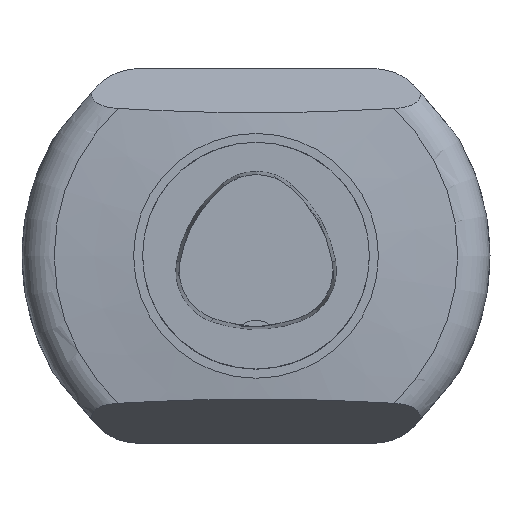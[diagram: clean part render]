
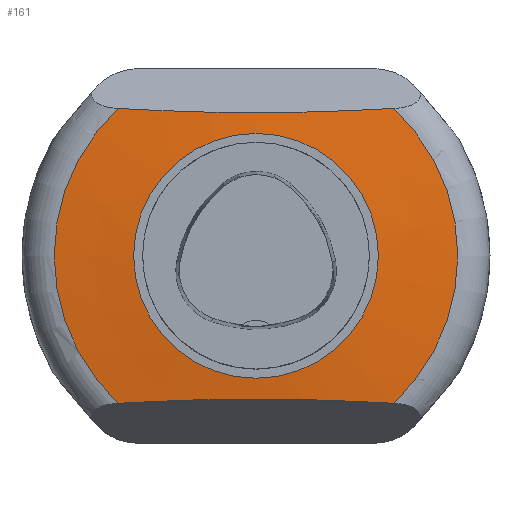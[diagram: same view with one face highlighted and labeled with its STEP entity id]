
A CAD part, top view. The second image highlights one B-rep face of the part: STEP entity #161.
In plain terms, the highlighted conical face has half-angle 84 degrees and reference radius 34 mm.
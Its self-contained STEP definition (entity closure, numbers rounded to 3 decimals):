
#35=CONICAL_SURFACE('',#985,34.,84.);
#55=B_SPLINE_CURVE_WITH_KNOTS('',3,(#1535,#1536,#1537,#1538,#1539,#1540),
 .UNSPECIFIED.,.F.,.F.,(4,2,4),(0.,0.5,1.),.UNSPECIFIED.);
#57=B_SPLINE_CURVE_WITH_KNOTS('',3,(#1553,#1554,#1555,#1556,#1557,#1558),
 .UNSPECIFIED.,.F.,.F.,(4,2,4),(0.,0.5,1.),.UNSPECIFIED.);
#161=ADVANCED_FACE('',(#331,#332),#35,.T.);
#331=FACE_BOUND('',#368,.T.);
#332=FACE_BOUND('',#369,.T.);
#368=EDGE_LOOP('',(#553));
#369=EDGE_LOOP('',(#554,#555,#556,#557));
#553=ORIENTED_EDGE('',*,*,#814,.F.);
#554=ORIENTED_EDGE('',*,*,#813,.F.);
#555=ORIENTED_EDGE('',*,*,#811,.T.);
#556=ORIENTED_EDGE('',*,*,#810,.F.);
#557=ORIENTED_EDGE('',*,*,#807,.T.);
#703=VERTEX_POINT('',#1514);
#704=VERTEX_POINT('',#1516);
#705=VERTEX_POINT('',#1534);
#706=VERTEX_POINT('',#1543);
#707=VERTEX_POINT('',#1561);
#807=EDGE_CURVE('',#704,#703,#865,.T.);
#810=EDGE_CURVE('',#704,#705,#55,.T.);
#811=EDGE_CURVE('',#706,#705,#866,.T.);
#813=EDGE_CURVE('',#706,#703,#57,.T.);
#814=EDGE_CURVE('',#707,#707,#867,.T.);
#865=CIRCLE('',#978,56.045);
#866=CIRCLE('',#981,56.045);
#867=CIRCLE('',#984,34.);
#978=AXIS2_PLACEMENT_3D('',#1515,#1183,#1184);
#981=AXIS2_PLACEMENT_3D('',#1542,#1189,#1190);
#984=AXIS2_PLACEMENT_3D('',#1560,#1195,#1196);
#985=AXIS2_PLACEMENT_3D('',#1562,#1197,#1198);
#1183=DIRECTION('',(0.,0.,1.));
#1184=DIRECTION('',(-1.,0.,0.));
#1189=DIRECTION('',(0.,0.,1.));
#1190=DIRECTION('',(-1.,0.,0.));
#1195=DIRECTION('',(0.,0.,1.));
#1196=DIRECTION('',(-1.,0.,0.));
#1197=DIRECTION('',(0.,0.,-1.));
#1198=DIRECTION('',(-1.,0.,0.));
#1514=CARTESIAN_POINT('',(-38.266,-40.949,-32.217));
#1515=CARTESIAN_POINT('',(0.,0.,-32.217));
#1516=CARTESIAN_POINT('',(-38.266,40.949,-32.217));
#1534=CARTESIAN_POINT('',(38.266,40.949,-32.217));
#1535=CARTESIAN_POINT('',(-38.266,40.949,-32.217));
#1536=CARTESIAN_POINT('',(-25.556,40.274,-31.253));
#1537=CARTESIAN_POINT('',(-12.832,39.751,-30.507));
#1538=CARTESIAN_POINT('',(12.707,39.748,-30.502));
#1539=CARTESIAN_POINT('',(25.516,40.272,-31.25));
#1540=CARTESIAN_POINT('',(38.266,40.949,-32.217));
#1542=CARTESIAN_POINT('',(0.,0.,-32.217));
#1543=CARTESIAN_POINT('',(38.266,-40.949,-32.217));
#1553=CARTESIAN_POINT('',(38.266,-40.949,-32.217));
#1554=CARTESIAN_POINT('',(25.556,-40.274,-31.253));
#1555=CARTESIAN_POINT('',(12.832,-39.751,-30.507));
#1556=CARTESIAN_POINT('',(-12.707,-39.748,-30.502));
#1557=CARTESIAN_POINT('',(-25.516,-40.272,-31.25));
#1558=CARTESIAN_POINT('',(-38.266,-40.949,-32.217));
#1560=CARTESIAN_POINT('',(0.,0.,-29.9));
#1561=CARTESIAN_POINT('',(-34.,0.,-29.9));
#1562=CARTESIAN_POINT('',(0.,0.,-29.9));
